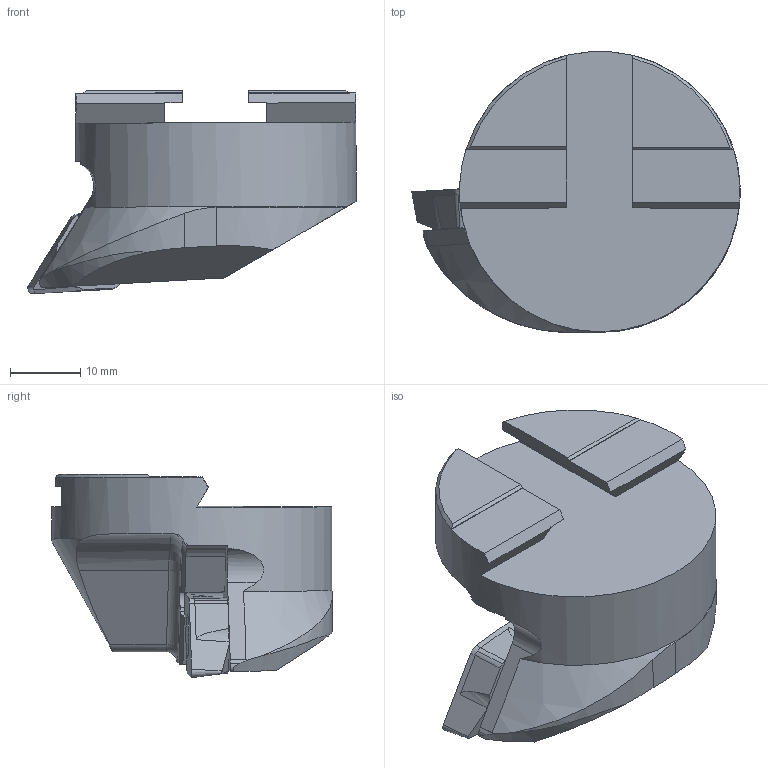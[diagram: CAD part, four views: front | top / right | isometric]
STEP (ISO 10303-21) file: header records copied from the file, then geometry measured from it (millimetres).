
FILE_DESCRIPTION(/* description */ (''),/* implementation_level */ '2;1');
FILE_NAME(/* name */ '1642493193821.stp',/* time_stamp */ '2022-01-18T13:36:54+05:00',/* author */ (''),/* organization */ ('SMS'),/* preprocessor_version */ 'ST-DEVELOPER v16.7',/* originating_system */ 'SIEMENS PLM Software NX 12.0',/* authorisation */ '');
FILE_SCHEMA (('AUTOMOTIVE_DESIGN { 1 0 10303 214 3 1 1 1 }'));
Length unit declared in the file: millimetre
Products named in the file (4): 202599669mod000_00; ASSEMBLY_CONSTRUCTION; 203919114mod000_00; 203919109mod000_00
Assembly tree (3 placements, depth 2):
  203919109mod000_00
    203919114mod000_00
    ASSEMBLY_CONSTRUCTION
    202599669mod000_00
Bounding box: 46.84 x 40.02 x 29 mm (x, y, z)
Volume: 22381.5 mm3; surface area: 6277.4 mm2
Topology: 2 solids, 2 shells, 95 faces, 260 edges, 177 vertices
Faces by surface type: plane 56, cylinder 18, cone 9, extrusion 8, torus 4
Full cylindrical faces by diameter (mm): 3.7 x1, 6.141 x1, 40 x1
Entity records: 3334 total; most frequent: CARTESIAN_POINT 766, DIRECTION 516, ORIENTED_EDGE 496, EDGE_CURVE 248, AXIS2_PLACEMENT_3D 186, VERTEX_POINT 165, VECTOR 144, LINE 136
